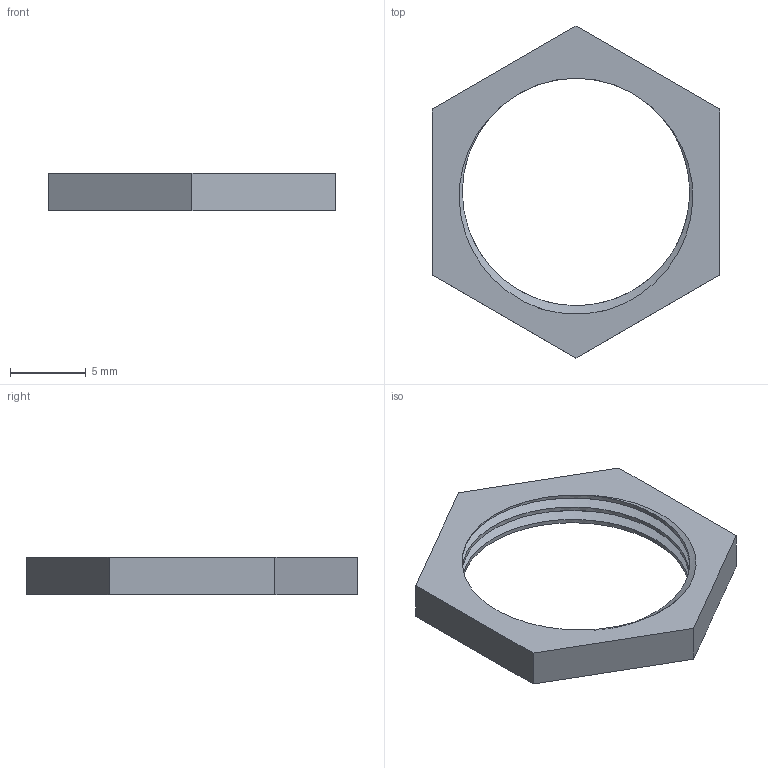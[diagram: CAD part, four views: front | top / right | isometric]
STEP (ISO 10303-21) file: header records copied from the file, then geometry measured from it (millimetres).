
FILE_DESCRIPTION(/* description */ (''),/* implementation_level */ '2;1');
FILE_NAME(/* name */ 'PushButtonRed-Nut.step',/* time_stamp */ '2021-01-13T11:11:57+01:00',/* author */ (''),/* organization */ (''),/* preprocessor_version */ 'ST-DEVELOPER v18.1',/* originating_system */ 'Autodesk Translation Framework v9.7.1.1290',/* authorisation */ '');
FILE_SCHEMA (('AUTOMOTIVE_DESIGN { 1 0 10303 214 3 1 1 }'));
Length unit declared in the file: millimetre
Products named in the file (2): PushButtonRed; Nut
Assembly tree (1 placements, depth 2):
  PushButtonRed
    Nut
Bounding box: 19 x 21.94 x 2.5 mm (x, y, z)
Volume: 310.2 mm3; surface area: 613.4 mm2
Topology: 1 solids, 1 shells, 17 faces, 45 edges, 30 vertices
Faces by surface type: plane 8, cylinder 7, bspline 2
Full cylindrical faces by diameter (mm): 15.036 x1, 16.152 x2
Entity records: 1596 total; most frequent: CARTESIAN_POINT 1139, ORIENTED_EDGE 90, DIRECTION 67, EDGE_CURVE 45, VERTEX_POINT 30, LINE 23, VECTOR 23, AXIS2_PLACEMENT_3D 22
